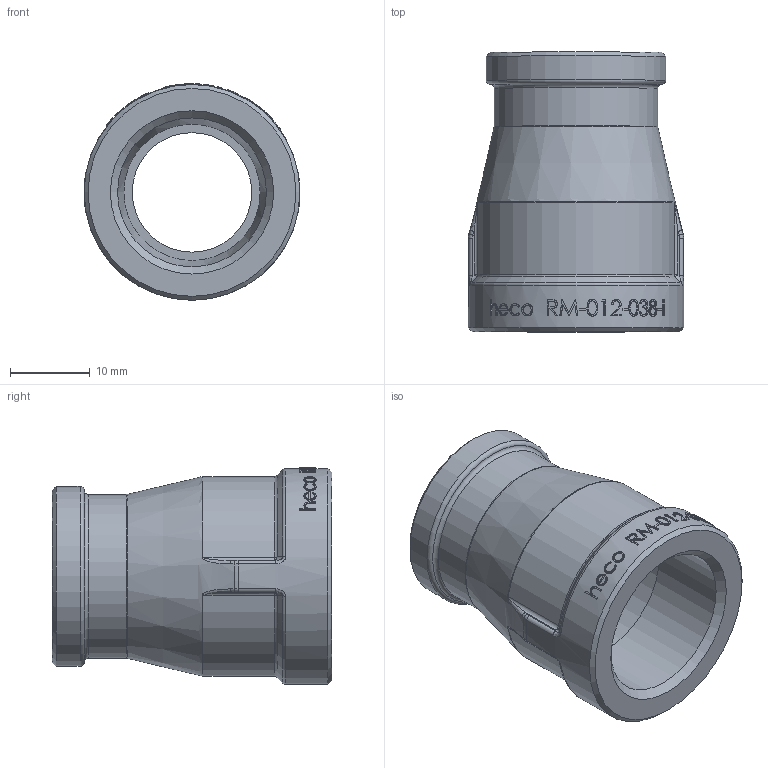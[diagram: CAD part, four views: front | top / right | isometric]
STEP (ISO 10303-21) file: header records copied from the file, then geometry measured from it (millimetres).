
FILE_DESCRIPTION (( 'STEP AP214' ), '1' );
FILE_NAME ('heco_RM-012-038-I1.STEP', '2015-10-27T10:27:52', ( 'test' ), ( '' ), 'SwSTEP 2.0', 'SolidWorks 2011', '' );
FILE_SCHEMA (( 'AUTOMOTIVE_DESIGN' ));
Length unit declared in the file: millimetre
Products named in the file (1): heco_RM-012-038-I1
Bounding box: 27 x 35 x 27.1 mm (x, y, z)
Volume: 6267.8 mm3; surface area: 5346.4 mm2
Topology: 1 solids, 1 shells, 254 faces, 640 edges, 413 vertices
Faces by surface type: bspline 132, plane 59, cylinder 39, torus 12, cone 8, sphere 4
Full cylindrical faces by diameter (mm): 14.95 x1, 18.631 x1, 20.5 x1, 21.8 x1, 22.5 x1, 27 x1
Entity records: 26070 total; most frequent: CARTESIAN_POINT 18117, ORIENTED_EDGE 1232, DIRECTION 691, EDGE_CURVE 616, VERTEX_POINT 405, EDGE_LOOP 297, B_SPLINE_CURVE_WITH_KNOTS 280, FACE_OUTER_BOUND 264
